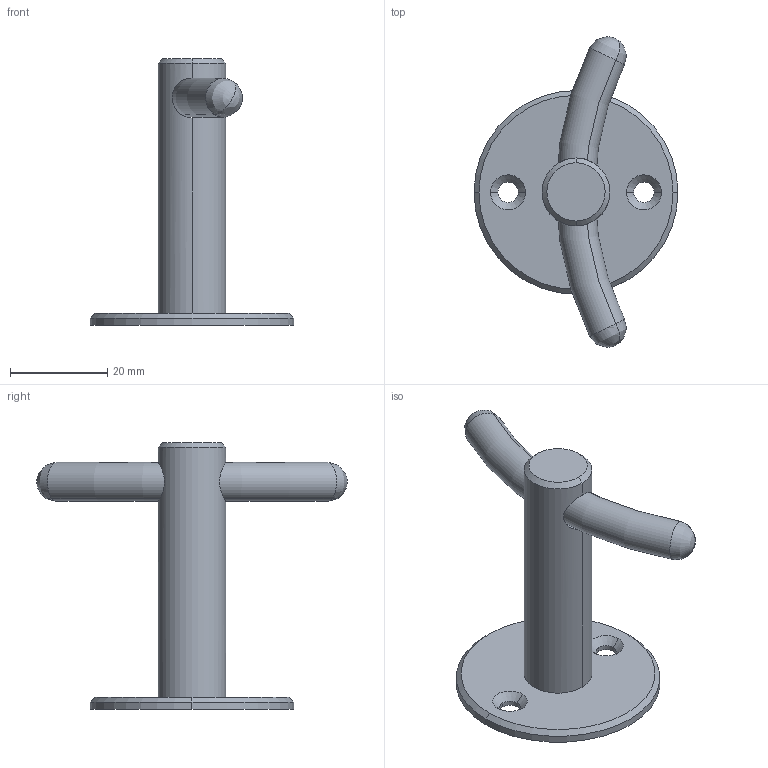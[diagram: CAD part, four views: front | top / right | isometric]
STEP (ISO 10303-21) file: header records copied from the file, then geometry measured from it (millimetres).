
FILE_DESCRIPTION(('Creo Elements/Direct Modeling STEP Export'),'2;1');
FILE_NAME('2286-55.stp','2022-05-04T10:35:58',(''),(''),'Creo Elements/Direct Modeling STEP processor for AP214 (Solid Model)','Creo Elements/Direct Modeling 20.0 12-Nov-2016 (C) Parametric Technology GmbH','');
FILE_SCHEMA(('AUTOMOTIVE_DESIGN { 1 0 10303 214 1 1 1 1 }'));
Length unit declared in the file: millimetre
Products named in the file (5): Scheibe; Hakenteil; Haken; D914M4X5S1.1; NI-10625
Assembly tree (4 placements, depth 2):
  NI-10625
    D914M4X5S1.1
    Haken
    Hakenteil
    Scheibe
Bounding box: 42 x 64 x 55 mm (x, y, z)
Volume: 12816.3 mm3; surface area: 8194.7 mm2
Topology: 4 solids, 4 shells, 55 faces, 144 edges, 94 vertices
Faces by surface type: cylinder 20, plane 17, cone 12, bspline 4, torus 2
Entity records: 3698 total; most frequent: CARTESIAN_POINT 2335, ORIENTED_EDGE 284, DIRECTION 212, EDGE_CURVE 142, VERTEX_POINT 94, AXIS2_PLACEMENT_3D 81, EDGE_LOOP 64, FACE_OUTER_BOUND 55
